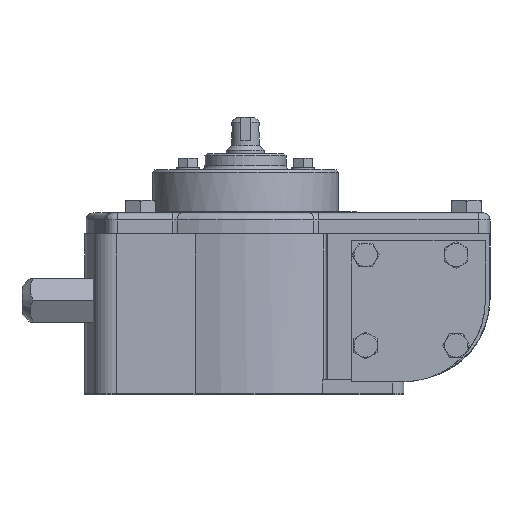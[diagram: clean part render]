
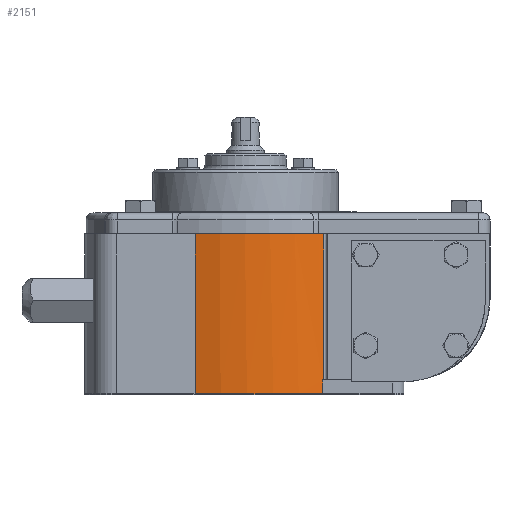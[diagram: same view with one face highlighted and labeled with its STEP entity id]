
A CAD part, left-side view. The second image highlights one B-rep face of the part: STEP entity #2151.
In plain terms, the highlighted cylindrical face has radius 69 mm (diameter 138 mm), a partial arc.
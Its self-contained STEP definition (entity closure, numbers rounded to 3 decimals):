
#2151 = ADVANCED_FACE( '', ( #5337 ), #5338, .T. );
#5337 = FACE_OUTER_BOUND( '', #10827, .T. );
#5338 = CYLINDRICAL_SURFACE( '', #10828, 69. );
#10827 = EDGE_LOOP( '', ( #20032, #20033, #20034, #20035, #20036, #20037, #20038, #20039 ) );
#10828 = AXIS2_PLACEMENT_3D( '', #20040, #20041, #20042 );
#20032 = ORIENTED_EDGE( '', *, *, #30678, .T. );
#20033 = ORIENTED_EDGE( '', *, *, #30679, .T. );
#20034 = ORIENTED_EDGE( '', *, *, #30620, .F. );
#20035 = ORIENTED_EDGE( '', *, *, #30680, .F. );
#20036 = ORIENTED_EDGE( '', *, *, #30681, .T. );
#20037 = ORIENTED_EDGE( '', *, *, #30682, .T. );
#20038 = ORIENTED_EDGE( '', *, *, #29123, .F. );
#20039 = ORIENTED_EDGE( '', *, *, #30683, .T. );
#20040 = CARTESIAN_POINT( '', ( 0., 0., 9. ) );
#20041 = DIRECTION( '', ( 0., 0., 1. ) );
#20042 = DIRECTION( '', ( -1., 0., 0. ) );
#29123 = EDGE_CURVE( '', #34076, #33651, #34078, .T. );
#30620 = EDGE_CURVE( '', #36558, #36561, #36562, .T. );
#30678 = EDGE_CURVE( '', #36643, #36644, #36645, .F. );
#30679 = EDGE_CURVE( '', #36644, #36561, #36646, .T. );
#30680 = EDGE_CURVE( '', #36647, #36558, #36648, .T. );
#30681 = EDGE_CURVE( '', #36647, #36268, #36649, .T. );
#30682 = EDGE_CURVE( '', #36268, #33651, #36650, .T. );
#30683 = EDGE_CURVE( '', #34076, #36643, #36651, .T. );
#33651 = VERTEX_POINT( '', #40769 );
#34076 = VERTEX_POINT( '', #41599 );
#34078 = LINE( '', #41602, #41603 );
#36268 = VERTEX_POINT( '', #46636 );
#36558 = VERTEX_POINT( '', #47305 );
#36561 = VERTEX_POINT( '', #47308 );
#36562 = LINE( '', #47309, #47310 );
#36643 = VERTEX_POINT( '', #47539 );
#36644 = VERTEX_POINT( '', #47540 );
#36645 = LINE( '', #47541, #47542 );
#36646 = CIRCLE( '', #47543, 69. );
#36647 = VERTEX_POINT( '', #47544 );
#36648 = CIRCLE( '', #47545, 69. );
#36649 = LINE( '', #47546, #47547 );
#36650 = CIRCLE( '', #47548, 69. );
#36651 = CIRCLE( '', #47549, 69. );
#40769 = CARTESIAN_POINT( '', ( -60.5, -33.178, 3. ) );
#41599 = CARTESIAN_POINT( '', ( -60.5, -33.178, 9. ) );
#41602 = CARTESIAN_POINT( '', ( -60.5, -33.178, 9. ) );
#41603 = VECTOR( '', #55101, 1000. );
#46636 = CARTESIAN_POINT( '', ( -65.5, 21.697, 3. ) );
#47305 = CARTESIAN_POINT( '', ( -61.5, -31.285, 71.679 ) );
#47308 = CARTESIAN_POINT( '', ( -61.5, -31.285, 71.669 ) );
#47309 = CARTESIAN_POINT( '', ( -61.5, -31.285, 71.674 ) );
#47310 = VECTOR( '', #56710, 1000. );
#47539 = CARTESIAN_POINT( '', ( -60.314, -33.514, 9. ) );
#47540 = CARTESIAN_POINT( '', ( -60.314, -33.514, 71.669 ) );
#47541 = CARTESIAN_POINT( '', ( -60.314, -33.514, 9. ) );
#47542 = VECTOR( '', #56778, 1000. );
#47543 = AXIS2_PLACEMENT_3D( '', #56779, #56780, #56781 );
#47544 = CARTESIAN_POINT( '', ( -65.5, 21.697, 71.679 ) );
#47545 = AXIS2_PLACEMENT_3D( '', #56782, #56783, #56784 );
#47546 = CARTESIAN_POINT( '', ( -65.5, 21.697, 9. ) );
#47547 = VECTOR( '', #56785, 1000. );
#47548 = AXIS2_PLACEMENT_3D( '', #56786, #56787, #56788 );
#47549 = AXIS2_PLACEMENT_3D( '', #56789, #56790, #56791 );
#55101 = DIRECTION( '', ( 0., 0., -1. ) );
#56710 = DIRECTION( '', ( 0., 0., -1. ) );
#56778 = DIRECTION( '', ( 0., 0., -1. ) );
#56779 = CARTESIAN_POINT( '', ( 0., 0., 71.669 ) );
#56780 = DIRECTION( '', ( 0., 0., -1. ) );
#56781 = DIRECTION( '', ( -1., 0., 0. ) );
#56782 = CARTESIAN_POINT( '', ( 0., 0., 71.679 ) );
#56783 = DIRECTION( '', ( 0., 0., 1. ) );
#56784 = DIRECTION( '', ( 1., 0., 0. ) );
#56785 = DIRECTION( '', ( 0., 0., -1. ) );
#56786 = CARTESIAN_POINT( '', ( 0., 0., 3. ) );
#56787 = DIRECTION( '', ( 0., 0., 1. ) );
#56788 = DIRECTION( '', ( 1., 0., 0. ) );
#56789 = CARTESIAN_POINT( '', ( 0., 0., 9. ) );
#56790 = DIRECTION( '', ( 0., 0., 1. ) );
#56791 = DIRECTION( '', ( 1., 0., 0. ) );
